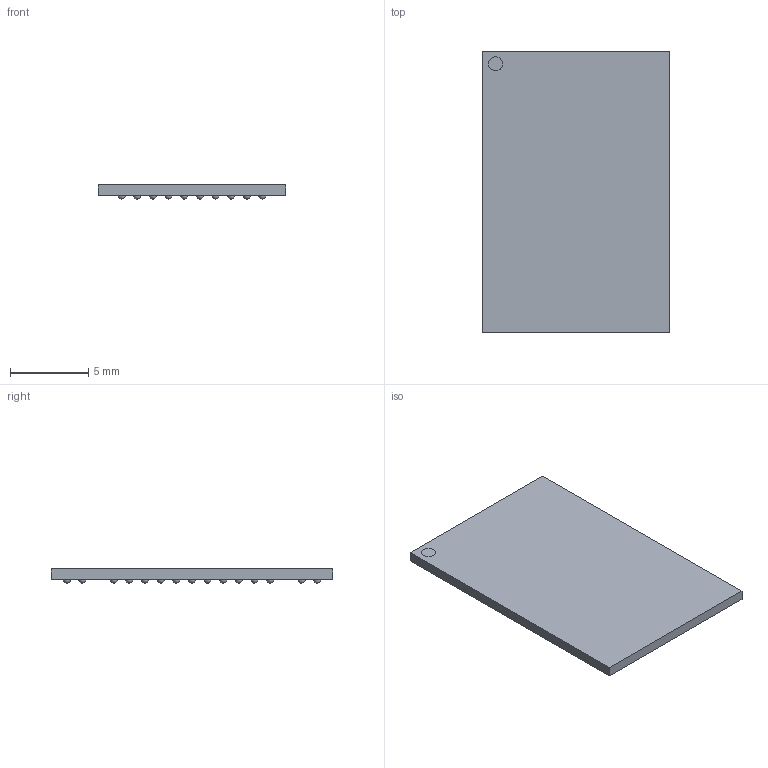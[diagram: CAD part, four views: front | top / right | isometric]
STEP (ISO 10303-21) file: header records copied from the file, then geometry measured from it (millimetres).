
FILE_DESCRIPTION( ( '' ), ' ' );
FILE_NAME( '58ff9b2e51bde511117857b4.step', '2017-04-25T18:53:35', ( '' ), ( '' ), ' ', ' ', ' ' );
FILE_SCHEMA( ( 'AUTOMOTIVE_DESIGN { 1 0 10303 214 1 1 1 1 }' ) );
Length unit declared in the file: metre
Products named in the file (1): Open CASCADE STEP translator 6.8 1
Bounding box: 12 x 18 x 0.9 mm (x, y, z)
Volume: 143.4 mm3; surface area: 492.5 mm2
Topology: 1 solids, 1 shells, 308 faces, 609 edges, 404 vertices
Faces by surface type: plane 107, cylinder 101, revolution 100
Full cylindrical faces by diameter (mm): 0.45 x100, 0.898 x1
Entity records: 10946 total; most frequent: CARTESIAN_POINT 1633, DIRECTION 1134, ORIENTED_EDGE 628, STYLED_ITEM 622, PRESENTATION_STYLE_ASSIGNMENT 622, COLOUR_RGB 622, EDGE_LOOP 610, AXIS2_PLACEMENT_3D 511
